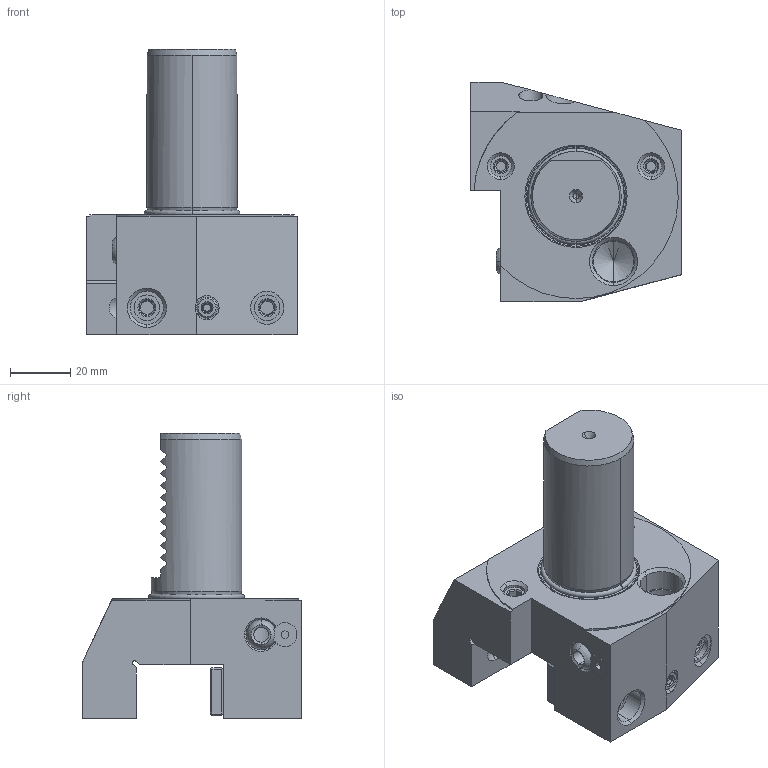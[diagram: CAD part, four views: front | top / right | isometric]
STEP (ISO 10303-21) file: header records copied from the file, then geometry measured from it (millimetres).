
FILE_DESCRIPTION((''),'2;1');
FILE_NAME('309_33_20_IK','2020-11-09T',('101107'),(''),'CREO PARAMETRIC BY PTC INC, 2016260','CREO PARAMETRIC BY PTC INC, 2016260','');
FILE_SCHEMA(('CONFIG_CONTROL_DESIGN'));
Length unit declared in the file: millimetre
Products named in the file (1): 309_33_20_IK
Bounding box: 70 x 73 x 95 mm (x, y, z)
Volume: 158593 mm3; surface area: 32699.6 mm2
Topology: 1 solids, 4 shells, 413 faces, 980 edges, 598 vertices
Faces by surface type: plane 164, cone 138, cylinder 92, torus 6, revolution 5, bspline 4, sphere 4
Entity records: 14126 total; most frequent: CARTESIAN_POINT 4843, ORIENTED_EDGE 1940, DIRECTION 1862, EDGE_CURVE 970, AXIS2_PLACEMENT_3D 718, VERTEX_POINT 598, EDGE_LOOP 458, VECTOR 421
